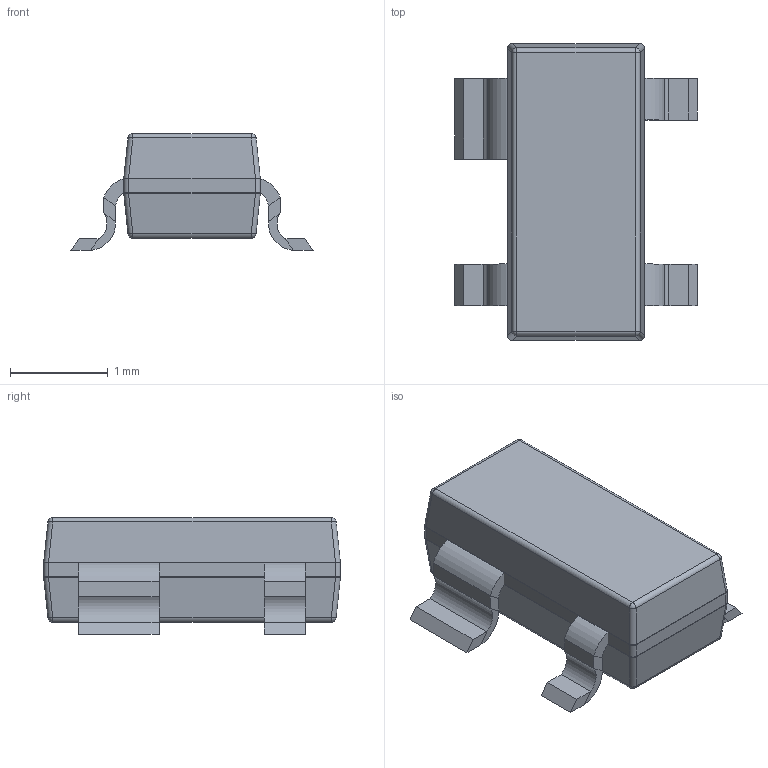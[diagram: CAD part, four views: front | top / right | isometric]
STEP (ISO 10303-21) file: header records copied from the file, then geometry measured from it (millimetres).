
FILE_DESCRIPTION(('Open CASCADE Model'),'2;1');
FILE_NAME('Open CASCADE Shape Model','2016-08-01T21:57:26',('Author'),( 'Open CASCADE'),'Open CASCADE STEP processor 6.8','Open CASCADE 6.8' ,'Unknown');
FILE_SCHEMA(('AUTOMOTIVE_DESIGN { 1 0 10303 214 1 1 1 1 }'));
Length unit declared in the file: millimetre
Products named in the file (7): PCB; Designator1; 675429880; Body; Open_CASCADE_STEP_translator_6.8_19.1.1; Tab; Lead
Assembly tree (7 placements, depth 4):
  PCB
  Designator1
    675429880
      Body
        Open_CASCADE_STEP_translator_6.8_19.1.1
      Tab
      Lead  x3
Bounding box: 2.48 x 3.04 x 1.2 mm (x, y, z)
Volume: 4.6 mm3; surface area: 23 mm2
Topology: 5 solids, 5 shells, 130 faces, 264 edges, 136 vertices
Faces by surface type: plane 70, cylinder 44, sphere 8, bspline 8
Entity records: 6461 total; most frequent: CARTESIAN_POINT 2671, DIRECTION 649, LINE 373, VECTOR 373, ORIENTED_EDGE 368, PCURVE 368, DEFINITIONAL_REPRESENTATION 368, EDGE_CURVE 184
